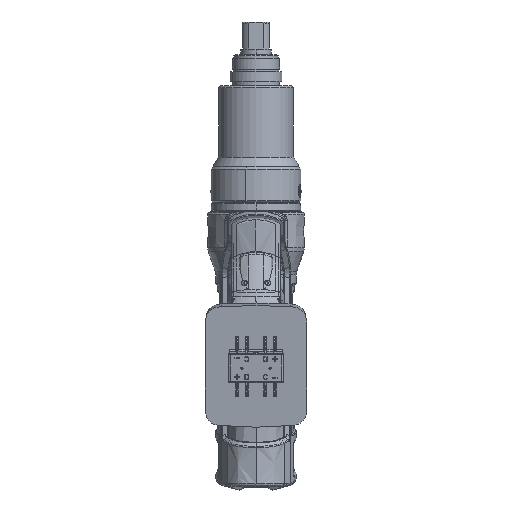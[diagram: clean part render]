
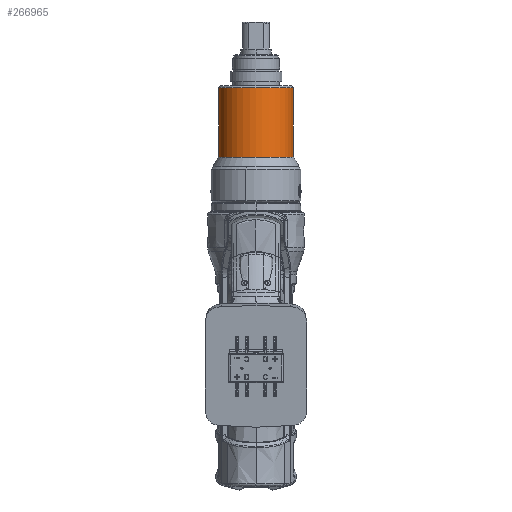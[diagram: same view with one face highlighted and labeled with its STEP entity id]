
A CAD part, front view. The second image highlights one B-rep face of the part: STEP entity #266965.
In plain terms, the highlighted cylindrical face has radius 27 mm (diameter 54 mm), a partial arc.
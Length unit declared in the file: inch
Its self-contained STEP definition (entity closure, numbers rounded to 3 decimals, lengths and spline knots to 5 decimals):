
#264463=CARTESIAN_POINT('',(0.,0.11812,
3.17828));
#264464=DIRECTION('',(0.,0.,1.));
#264465=DIRECTION('',(-1.,0.,0.));
#264466=AXIS2_PLACEMENT_3D('',#264463,#264464,#264465);
#264490=DIRECTION('',(0.,0.,-1.));
#264491=VECTOR('',#264490,1.97133);
#264492=CARTESIAN_POINT('',(-1.06299,0.11812,
5.14961));
#264493=LINE('',#264492,#264491);
#264494=DIRECTION('',(0.,0.,-1.));
#264495=VECTOR('',#264494,1.97133);
#264496=CARTESIAN_POINT('',(1.06299,0.11812,
5.14961));
#264497=LINE('',#264496,#264495);
#264508=CARTESIAN_POINT('',(0.,0.11812,
5.14961));
#264509=DIRECTION('',(0.,0.,1.));
#264510=DIRECTION('',(-1.,0.,0.));
#264511=AXIS2_PLACEMENT_3D('',#264508,#264509,#264510);
#266048=CARTESIAN_POINT('',(-1.06299,0.11812,
5.14961));
#266049=CARTESIAN_POINT('',(1.06299,0.11812,
5.14961));
#266050=VERTEX_POINT('',#266048);
#266051=VERTEX_POINT('',#266049);
#266056=CARTESIAN_POINT('',(-1.06299,0.11812,
3.17828));
#266057=VERTEX_POINT('',#266056);
#266058=CARTESIAN_POINT('',(1.063,0.11812,
3.17828));
#266059=VERTEX_POINT('',#266058);
#266951=CARTESIAN_POINT('',(0.,0.11813,
2.41536));
#266952=DIRECTION('',(0.,0.,1.));
#266953=DIRECTION('',(1.,0.,0.));
#266954=AXIS2_PLACEMENT_3D('',#266951,#266952,#266953);
#266955=CYLINDRICAL_SURFACE('',#266954,1.06299);
#266957=ORIENTED_EDGE('',*,*,#266956,.F.);
#266959=ORIENTED_EDGE('',*,*,#266958,.T.);
#266961=ORIENTED_EDGE('',*,*,#266960,.T.);
#266962=ORIENTED_EDGE('',*,*,#266917,.F.);
#266963=EDGE_LOOP('',(#266957,#266959,#266961,#266962));
#266964=FACE_OUTER_BOUND('',#266963,.F.);
#266965=ADVANCED_FACE('',(#266964),#266955,.T.);
#264467=CIRCLE('',#264466,1.06299);
#264512=CIRCLE('',#264511,1.06299);
#266917=EDGE_CURVE('',#266057,#266059,#264467,.T.);
#266956=EDGE_CURVE('',#266050,#266057,#264493,.T.);
#266958=EDGE_CURVE('',#266050,#266051,#264512,.T.);
#266960=EDGE_CURVE('',#266051,#266059,#264497,.T.);
